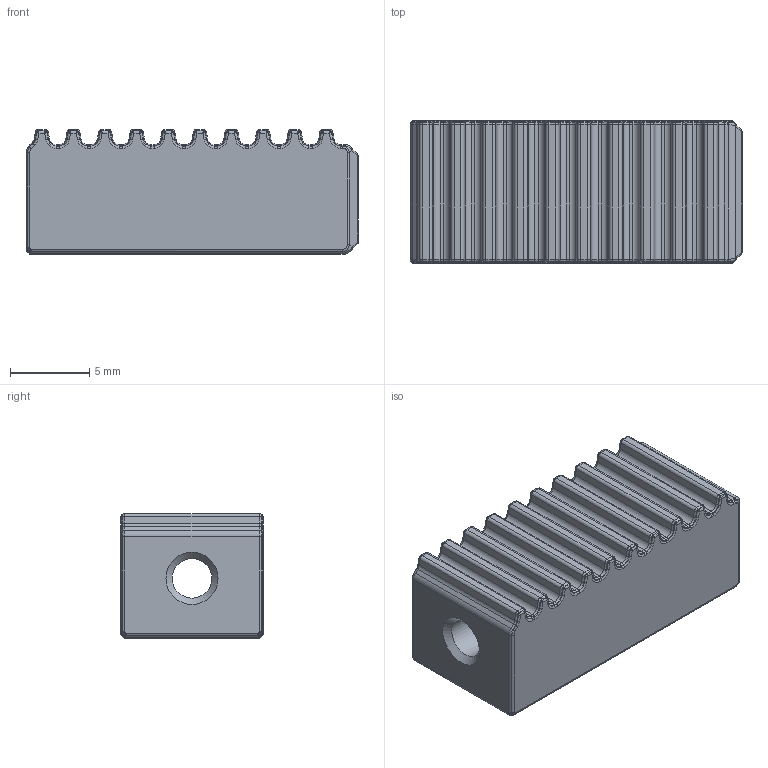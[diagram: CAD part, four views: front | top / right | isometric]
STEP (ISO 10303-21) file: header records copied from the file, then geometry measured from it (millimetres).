
FILE_DESCRIPTION(/* description */ (''),/* implementation_level */ '2;1');
FILE_NAME(/* name */ 'MathyP_DooKi3_SLM_Tensioner_x3_+0.1.step',/* time_stamp */ '2024-07-23T14:15:58-04:00',/* author */ (''),/* organization */ (''),/* preprocessor_version */ 'ST-DEVELOPER v20',/* originating_system */ 'Autodesk Translation Framework v13.14.0.145',/* authorisation */ '');
FILE_SCHEMA (('AUTOMOTIVE_DESIGN { 1 0 10303 214 3 1 1 }'));
Length unit declared in the file: millimetre
Products named in the file (1): DooKi3_SLM_Z_Tensioner
Bounding box: 21 x 9 x 7.9 mm (x, y, z)
Volume: 1283.1 mm3; surface area: 1045.6 mm2
Topology: 1 solids, 1 shells, 658 faces, 1424 edges, 728 vertices
Faces by surface type: cylinder 233, plane 137, bspline 116, torus 84, cone 84, sphere 4
Full cylindrical faces by diameter (mm): 2.5 x1
Entity records: 19742 total; most frequent: CARTESIAN_POINT 5903, DIRECTION 2902, ORIENTED_EDGE 2768, EDGE_CURVE 1384, AXIS2_PLACEMENT_3D 1135, VERTEX_POINT 728, EDGE_LOOP 660, FACE_OUTER_BOUND 658
